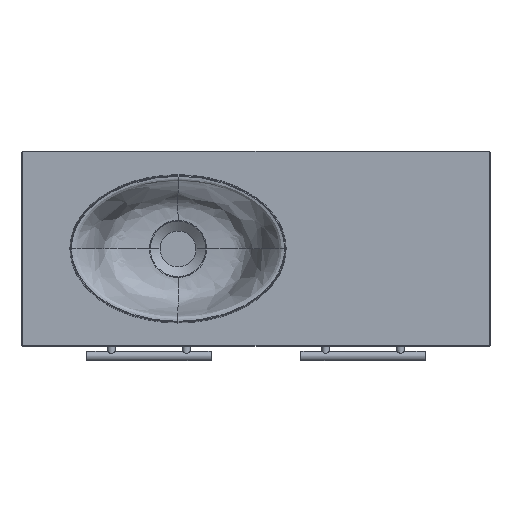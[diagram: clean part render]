
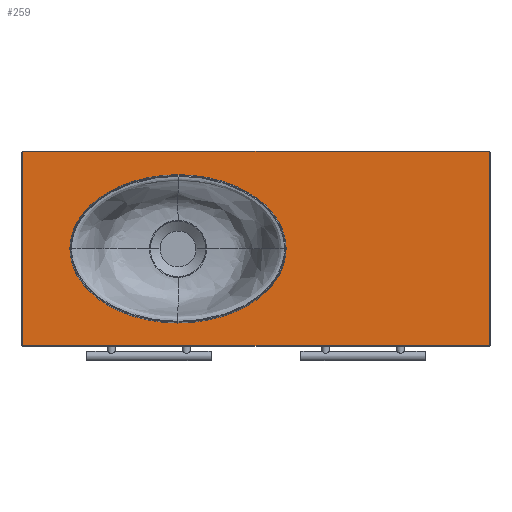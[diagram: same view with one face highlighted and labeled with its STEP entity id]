
A CAD part, top view. The second image highlights one B-rep face of the part: STEP entity #259.
In plain terms, the highlighted face is planar.
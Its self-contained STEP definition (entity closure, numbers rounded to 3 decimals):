
#193=FACE_BOUND('',#592,.T.);
#259=ADVANCED_FACE('',(#424,#193),#2328,.T.);
#424=FACE_OUTER_BOUND('',#591,.T.);
#591=EDGE_LOOP('',(#968,#969,#970,#971));
#592=EDGE_LOOP('',(#972,#973));
#968=ORIENTED_EDGE('',*,*,#1550,.T.);
#969=ORIENTED_EDGE('',*,*,#1548,.T.);
#970=ORIENTED_EDGE('',*,*,#1549,.T.);
#971=ORIENTED_EDGE('',*,*,#1544,.F.);
#972=ORIENTED_EDGE('',*,*,#1528,.F.);
#973=ORIENTED_EDGE('',*,*,#1566,.T.);
#1528=EDGE_CURVE('',#2178,#2179,#2076,.T.);
#1544=EDGE_CURVE('',#2194,#2195,#1872,.T.);
#1548=EDGE_CURVE('',#2198,#2199,#1876,.T.);
#1549=EDGE_CURVE('',#2199,#2195,#1877,.T.);
#1550=EDGE_CURVE('',#2194,#2198,#1878,.T.);
#1566=EDGE_CURVE('',#2178,#2179,#2078,.T.);
#1872=B_SPLINE_CURVE_WITH_KNOTS('',1,(#32535,#32536),.UNSPECIFIED.,.F.,
 .F.,(2,2),(0.,598.),.UNSPECIFIED.);
#1876=B_SPLINE_CURVE_WITH_KNOTS('',1,(#32543,#32544),.UNSPECIFIED.,.F.,
 .F.,(2,2),(0.,598.),.UNSPECIFIED.);
#1877=B_SPLINE_CURVE_WITH_KNOTS('',1,(#32545,#32546),.UNSPECIFIED.,.F.,
 .F.,(2,2),(0.,249.),.UNSPECIFIED.);
#1878=B_SPLINE_CURVE_WITH_KNOTS('',1,(#32547,#32548),.UNSPECIFIED.,.F.,
 .F.,(2,2),(0.,249.),.UNSPECIFIED.);
#2076=(
BOUNDED_CURVE()
B_SPLINE_CURVE(3,(#32499,#32500,#32501,#32502),.UNSPECIFIED.,.F.,.F.)
B_SPLINE_CURVE_WITH_KNOTS((4,4),(0.,1.),.UNSPECIFIED.)
CURVE()
GEOMETRIC_REPRESENTATION_ITEM()
RATIONAL_B_SPLINE_CURVE((1.,0.333,0.333,1.))
REPRESENTATION_ITEM('')
);
#2078=(
BOUNDED_CURVE()
B_SPLINE_CURVE(3,(#32579,#32580,#32581,#32582),.UNSPECIFIED.,.F.,.F.)
B_SPLINE_CURVE_WITH_KNOTS((4,4),(-1.,0.),.UNSPECIFIED.)
CURVE()
GEOMETRIC_REPRESENTATION_ITEM()
RATIONAL_B_SPLINE_CURVE((1.,0.333,0.333,1.))
REPRESENTATION_ITEM('')
);
#2178=VERTEX_POINT('',#32467);
#2179=VERTEX_POINT('',#32468);
#2194=VERTEX_POINT('',#32483);
#2195=VERTEX_POINT('',#32484);
#2198=VERTEX_POINT('',#32487);
#2199=VERTEX_POINT('',#32488);
#2328=PLANE('',#2703);
#2703=AXIS2_PLACEMENT_3D('',#32262,#2838,$);
#2838=DIRECTION('',(0.,1.,0.));
#32262=CARTESIAN_POINT('',(-358.8,90.,-216.));
#32467=CARTESIAN_POINT('',(35.,90.,0.));
#32468=CARTESIAN_POINT('',(-235.,90.,0.));
#32483=CARTESIAN_POINT('',(-299.,90.,-125.));
#32484=CARTESIAN_POINT('',(299.,90.,-125.));
#32487=CARTESIAN_POINT('',(-299.,90.,124.));
#32488=CARTESIAN_POINT('',(299.,90.,124.));
#32499=CARTESIAN_POINT('',(35.,90.,0.));
#32500=CARTESIAN_POINT('',(35.,90.,-180.));
#32501=CARTESIAN_POINT('',(-235.,90.,-180.));
#32502=CARTESIAN_POINT('',(-235.,90.,0.));
#32535=CARTESIAN_POINT('',(-299.,90.,-125.));
#32536=CARTESIAN_POINT('',(299.,90.,-125.));
#32543=CARTESIAN_POINT('',(-299.,90.,124.));
#32544=CARTESIAN_POINT('',(299.,90.,124.));
#32545=CARTESIAN_POINT('',(299.,90.,124.));
#32546=CARTESIAN_POINT('',(299.,90.,-125.));
#32547=CARTESIAN_POINT('',(-299.,90.,-125.));
#32548=CARTESIAN_POINT('',(-299.,90.,124.));
#32579=CARTESIAN_POINT('',(35.,90.,0.));
#32580=CARTESIAN_POINT('',(35.,90.,180.));
#32581=CARTESIAN_POINT('',(-235.,90.,180.));
#32582=CARTESIAN_POINT('',(-235.,90.,0.));
